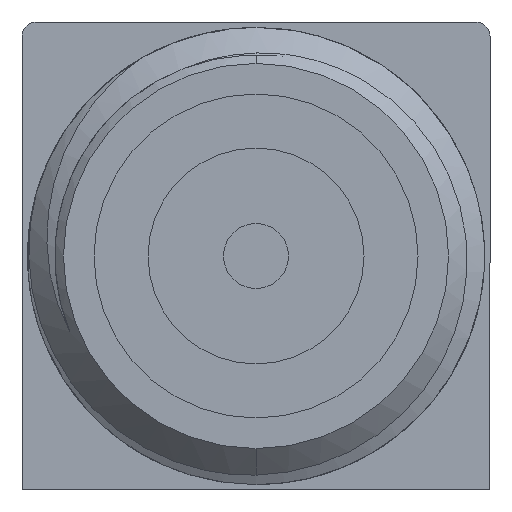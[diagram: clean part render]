
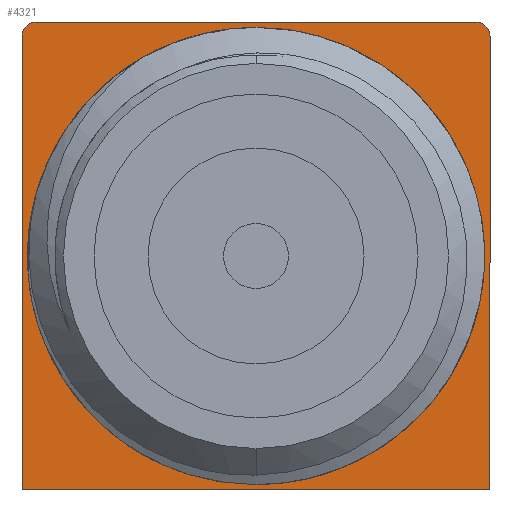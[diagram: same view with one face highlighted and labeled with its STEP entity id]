
A CAD part, left-side view. The second image highlights one B-rep face of the part: STEP entity #4321.
In plain terms, the highlighted planar face has unit normal (-1, 0, 0).
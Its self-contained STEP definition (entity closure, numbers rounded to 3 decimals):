
#27 = ORIENTED_EDGE ( 'NONE', *, *, #7427, .F. ) ;
#46 = CARTESIAN_POINT ( 'NONE',  ( 1.225, 6.725, 2.25 ) ) ;
#470 = CARTESIAN_POINT ( 'NONE',  ( 1.225, 3.675, 3.25 ) ) ;
#473 = VECTOR ( 'NONE', #10098, 1000. ) ;
#619 = CARTESIAN_POINT ( 'NONE',  ( 1.225, 3.475, -3.25 ) ) ;
#661 = EDGE_CURVE ( 'NONE', #15084, #14066, #13544, .T. ) ;
#773 = CARTESIAN_POINT ( 'NONE',  ( 1.225, 9.775, 3.25 ) ) ;
#825 = VERTEX_POINT ( 'NONE', #619 ) ;
#1029 = DIRECTION ( 'NONE',  ( -1., 0., 0. ) ) ;
#1085 = CIRCLE ( 'NONE', #5312, 0.2 ) ;
#1268 = DIRECTION ( 'NONE',  ( 0., 0., 1. ) ) ;
#1303 = LINE ( 'NONE', #9711, #14464 ) ;
#1549 = LINE ( 'NONE', #6088, #473 ) ;
#1781 = ORIENTED_EDGE ( 'NONE', *, *, #9187, .F. ) ;
#1862 = CARTESIAN_POINT ( 'NONE',  ( 1.225, 9.975, 3.05 ) ) ;
#2396 = DIRECTION ( 'NONE',  ( 0., -1., 0. ) ) ;
#2910 = DIRECTION ( 'NONE',  ( 0., 0., 1. ) ) ;
#2943 = DIRECTION ( 'NONE',  ( 0., 0., 1. ) ) ;
#3006 = DIRECTION ( 'NONE',  ( 0., 0., 1. ) ) ;
#3060 = CARTESIAN_POINT ( 'NONE',  ( 1.225, 6.725, 0. ) ) ;
#3440 = CARTESIAN_POINT ( 'NONE',  ( 1.225, 9.775, 3.05 ) ) ;
#3443 = LINE ( 'NONE', #10458, #10978 ) ;
#3493 = ORIENTED_EDGE ( 'NONE', *, *, #15108, .T. ) ;
#3569 = ORIENTED_EDGE ( 'NONE', *, *, #5785, .F. ) ;
#4265 = AXIS2_PLACEMENT_3D ( 'NONE', #10174, #7438, #3006 ) ;
#4321 = ADVANCED_FACE ( 'NONE', ( #13337, #12467 ), #12550, .F. ) ;
#4870 = CARTESIAN_POINT ( 'NONE',  ( 1.225, 9.975, -3.25 ) ) ;
#5312 = AXIS2_PLACEMENT_3D ( 'NONE', #3440, #1029, #1268 ) ;
#5477 = DIRECTION ( 'NONE',  ( 1., 0., 0. ) ) ;
#5721 = VECTOR ( 'NONE', #10704, 1000. ) ;
#5768 = ORIENTED_EDGE ( 'NONE', *, *, #8502, .T. ) ;
#5785 = EDGE_CURVE ( 'NONE', #825, #12770, #13058, .T. ) ;
#6088 = CARTESIAN_POINT ( 'NONE',  ( 1.225, 3.475, -3.25 ) ) ;
#6984 = EDGE_LOOP ( 'NONE', ( #11443, #14020, #1781, #3493, #27, #3569 ) ) ;
#7243 = VERTEX_POINT ( 'NONE', #12943 ) ;
#7427 = EDGE_CURVE ( 'NONE', #12770, #10900, #3443, .T. ) ;
#7438 = DIRECTION ( 'NONE',  ( 1., 0., 0. ) ) ;
#8052 = DIRECTION ( 'NONE',  ( 0., 0., 1. ) ) ;
#8502 = EDGE_CURVE ( 'NONE', #9936, #7243, #12951, .T. ) ;
#8838 = CARTESIAN_POINT ( 'NONE',  ( 1.225, 6.725, 0. ) ) ;
#9187 = EDGE_CURVE ( 'NONE', #11565, #14066, #1303, .T. ) ;
#9316 = EDGE_CURVE ( 'NONE', #7243, #9936, #10985, .T. ) ;
#9569 = AXIS2_PLACEMENT_3D ( 'NONE', #11297, #14800, #14866 ) ;
#9711 = CARTESIAN_POINT ( 'NONE',  ( 1.225, 9.975, 3.25 ) ) ;
#9936 = VERTEX_POINT ( 'NONE', #46 ) ;
#10098 = DIRECTION ( 'NONE',  ( 0., 0., -1. ) ) ;
#10174 = CARTESIAN_POINT ( 'NONE',  ( 1.225, 6.725, 0. ) ) ;
#10458 = CARTESIAN_POINT ( 'NONE',  ( 1.225, 9.975, -3.25 ) ) ;
#10476 = EDGE_LOOP ( 'NONE', ( #13134, #5768 ) ) ;
#10704 = DIRECTION ( 'NONE',  ( 0., 1., 0. ) ) ;
#10900 = VERTEX_POINT ( 'NONE', #1862 ) ;
#10978 = VECTOR ( 'NONE', #8052, 1000. ) ;
#10985 = CIRCLE ( 'NONE', #4265, 2.25 ) ;
#11297 = CARTESIAN_POINT ( 'NONE',  ( 1.225, 3.675, 3.05 ) ) ;
#11443 = ORIENTED_EDGE ( 'NONE', *, *, #13540, .F. ) ;
#11565 = VERTEX_POINT ( 'NONE', #773 ) ;
#12467 = FACE_OUTER_BOUND ( 'NONE', #6984, .T. ) ;
#12550 = PLANE ( 'NONE',  #14217 ) ;
#12770 = VERTEX_POINT ( 'NONE', #15357 ) ;
#12943 = CARTESIAN_POINT ( 'NONE',  ( 1.225, 6.725, -2.25 ) ) ;
#12951 = CIRCLE ( 'NONE', #13957, 2.25 ) ;
#13058 = LINE ( 'NONE', #4870, #5721 ) ;
#13134 = ORIENTED_EDGE ( 'NONE', *, *, #9316, .T. ) ;
#13337 = FACE_BOUND ( 'NONE', #10476, .T. ) ;
#13540 = EDGE_CURVE ( 'NONE', #15084, #825, #1549, .T. ) ;
#13544 = CIRCLE ( 'NONE', #9569, 0.2 ) ;
#13608 = DIRECTION ( 'NONE',  ( 1., 0., 0. ) ) ;
#13957 = AXIS2_PLACEMENT_3D ( 'NONE', #8838, #13608, #2943 ) ;
#14020 = ORIENTED_EDGE ( 'NONE', *, *, #661, .T. ) ;
#14066 = VERTEX_POINT ( 'NONE', #470 ) ;
#14111 = CARTESIAN_POINT ( 'NONE',  ( 1.225, 3.475, 3.05 ) ) ;
#14217 = AXIS2_PLACEMENT_3D ( 'NONE', #3060, #5477, #2910 ) ;
#14464 = VECTOR ( 'NONE', #2396, 1000. ) ;
#14800 = DIRECTION ( 'NONE',  ( -1., 0., 0. ) ) ;
#14866 = DIRECTION ( 'NONE',  ( 0., 0., 1. ) ) ;
#15084 = VERTEX_POINT ( 'NONE', #14111 ) ;
#15108 = EDGE_CURVE ( 'NONE', #11565, #10900, #1085, .T. ) ;
#15357 = CARTESIAN_POINT ( 'NONE',  ( 1.225, 9.975, -3.25 ) ) ;
